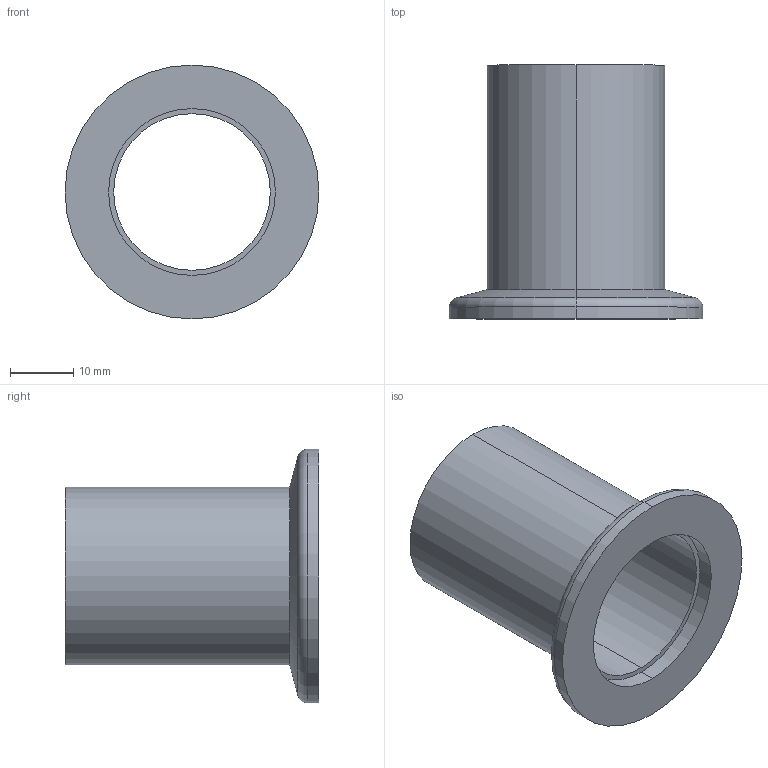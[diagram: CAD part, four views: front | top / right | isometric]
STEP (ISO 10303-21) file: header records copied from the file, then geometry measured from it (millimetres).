
FILE_DESCRIPTION (( 'STEP AP214' ), '1' );
FILE_NAME ('KF25-28-40.STEP', '2010-02-02T15:03:56', ( 'Hositrad' ), ( 'Hositrad' ), 'SwSTEP 2.0', 'SolidWorks 2010', '' );
FILE_SCHEMA (( 'AUTOMOTIVE_DESIGN' ));
Length unit declared in the file: millimetre
Products named in the file (1): KF25-28-40
Bounding box: 40 x 40 x 40 mm (x, y, z)
Volume: 7679.3 mm3; surface area: 8140.9 mm2
Topology: 1 solids, 1 shells, 15 faces, 30 edges, 18 vertices
Faces by surface type: cylinder 8, plane 3, torus 2, cone 2
Entity records: 434 total; most frequent: DIRECTION 82, CARTESIAN_POINT 64, ORIENTED_EDGE 60, AXIS2_PLACEMENT_3D 36, EDGE_CURVE 30, CIRCLE 20, EDGE_LOOP 18, VERTEX_POINT 18
